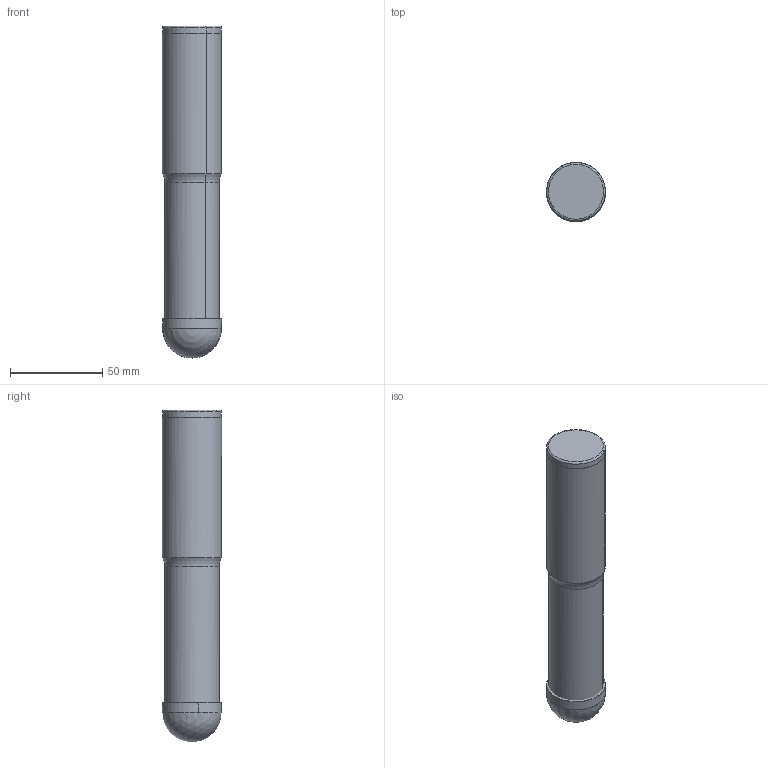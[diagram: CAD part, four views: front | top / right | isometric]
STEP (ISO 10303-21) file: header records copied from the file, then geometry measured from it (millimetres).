
FILE_DESCRIPTION((''),'2;1');
FILE_NAME('1TW7S032100U7R00','2015-12-05T',('thielmann'),(''),'PRO/ENGINEER BY PARAMETRIC TECHNOLOGY CORPORATION, 2011490','PRO/ENGINEER BY PARAMETRIC TECHNOLOGY CORPORATION, 2011490','');
FILE_SCHEMA(('AUTOMOTIVE_DESIGN { 1 2 10303 214 0 1 1 1 }'));
Length unit declared in the file: millimetre
Products named in the file (3): NO_CUT; CUT; 1TW7S032100U7R00
Assembly tree (2 placements, depth 2):
  1TW7S032100U7R00
    NO_CUT
    CUT
Bounding box: 32 x 32 x 179.88 mm (x, y, z)
Volume: 141166.2 mm3; surface area: 20913.4 mm2
Topology: 2 solids, 2 shells, 24 faces, 69 edges, 46 vertices
Faces by surface type: bspline 8, cylinder 6, torus 4, plane 3, sphere 3
Entity records: 1396 total; most frequent: CARTESIAN_POINT 376, DIRECTION 156, ORIENTED_EDGE 118, AXIS2_PLACEMENT_3D 74, PRESENTATION_STYLE_ASSIGNMENT 73, STYLED_ITEM 73, CURVE_STYLE 71, EDGE_CURVE 59
